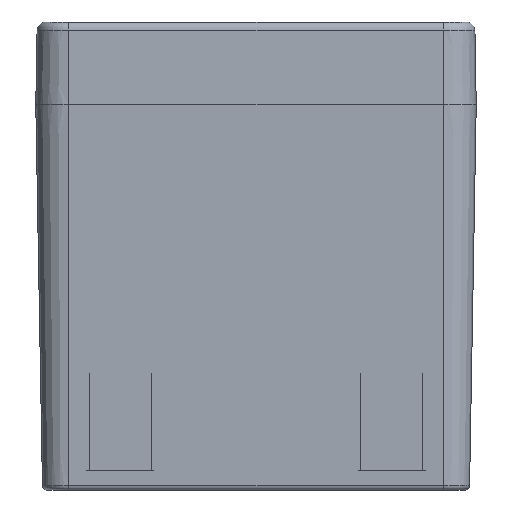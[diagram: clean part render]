
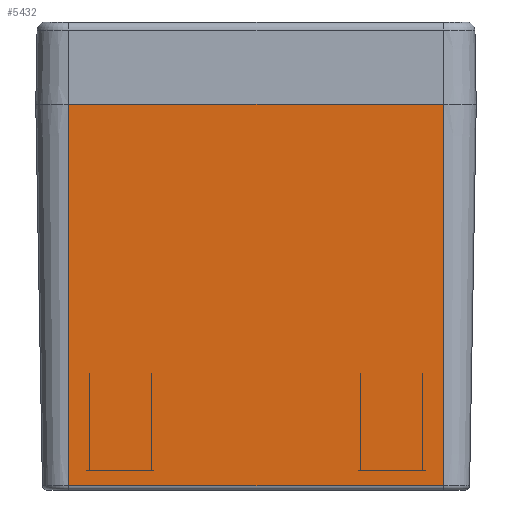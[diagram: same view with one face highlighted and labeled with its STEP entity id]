
A CAD part, left-side view. The second image highlights one B-rep face of the part: STEP entity #5432.
In plain terms, the highlighted planar face has unit normal (-1, 0, -0.018).
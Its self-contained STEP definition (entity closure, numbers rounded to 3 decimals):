
#132=CARTESIAN_POINT('',(-79.283,34.25,-69.714));
#133=VERTEX_POINT('',#132);
#158=CARTESIAN_POINT('',(-79.283,-34.25,-69.714));
#159=VERTEX_POINT('',#158);
#167=CARTESIAN_POINT('',(-79.283,-34.25,-69.714));
#168=DIRECTION('',(0.0,1.0,0.0));
#169=VECTOR('',#168,68.5);
#170=LINE('',#167,#169);
#171=EDGE_CURVE('',#159,#133,#170,.T.);
#457=CARTESIAN_POINT('',(-80.5,34.25,0.0));
#458=VERTEX_POINT('',#457);
#459=CARTESIAN_POINT('',(-80.5,34.25,0.0));
#460=DIRECTION('',(0.017,0.0,-1.));
#461=VECTOR('',#460,69.725);
#462=LINE('',#459,#461);
#463=EDGE_CURVE('',#458,#133,#462,.T.);
#2978=CARTESIAN_POINT('',(-80.5,-34.25,0.0));
#2979=VERTEX_POINT('',#2978);
#2980=CARTESIAN_POINT('',(-80.5,-34.25,0.0));
#2981=DIRECTION('',(0.0,1.0,0.0));
#2982=VECTOR('',#2981,68.5);
#2983=LINE('',#2980,#2982);
#2984=EDGE_CURVE('',#2979,#458,#2983,.T.);
#5416=CARTESIAN_POINT('',(-80.5,34.25,0.0));
#5417=DIRECTION('',(-1.,0.0,-0.017));
#5418=DIRECTION('',(0.0,1.0,0.0));
#5419=AXIS2_PLACEMENT_3D('',#5416,#5417,#5418);
#5420=PLANE('',#5419);
#5421=ORIENTED_EDGE('',*,*,#171,.F.);
#5422=CARTESIAN_POINT('',(-80.5,-34.25,0.0));
#5423=DIRECTION('',(0.017,0.0,-1.));
#5424=VECTOR('',#5423,69.725);
#5425=LINE('',#5422,#5424);
#5426=EDGE_CURVE('',#2979,#159,#5425,.T.);
#5427=ORIENTED_EDGE('',*,*,#5426,.F.);
#5428=ORIENTED_EDGE('',*,*,#2984,.T.);
#5429=ORIENTED_EDGE('',*,*,#463,.T.);
#5430=EDGE_LOOP('',(#5421,#5427,#5428,#5429));
#5431=FACE_OUTER_BOUND('',#5430,.T.);
#5432=ADVANCED_FACE('',(#5431),#5420,.T.);
